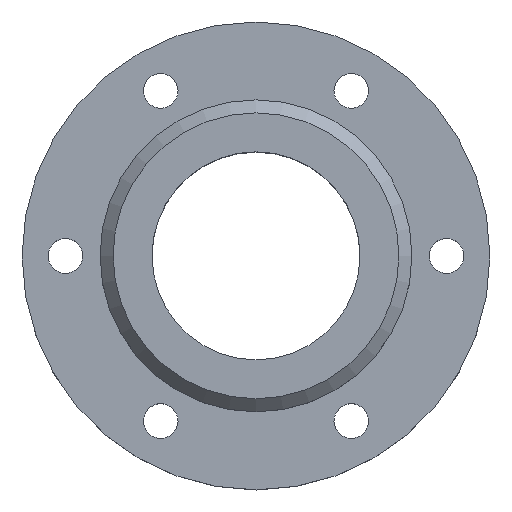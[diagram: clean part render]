
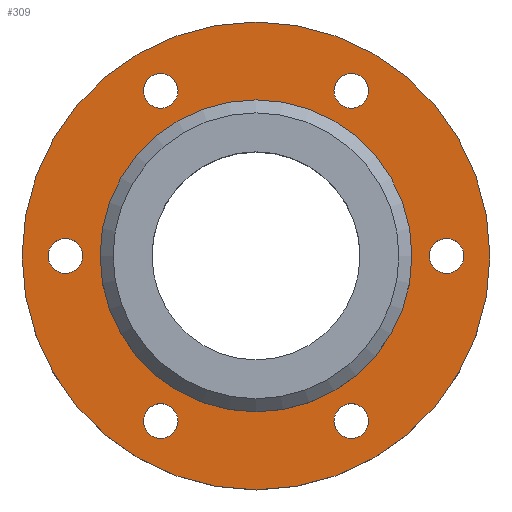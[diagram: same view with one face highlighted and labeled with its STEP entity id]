
A CAD part, top view. The second image highlights one B-rep face of the part: STEP entity #309.
In plain terms, the highlighted planar face has unit normal (0, 0, 1).
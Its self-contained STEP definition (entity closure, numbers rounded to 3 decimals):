
#23=FACE_BOUND('',#119,.T.);
#24=FACE_BOUND('',#120,.T.);
#25=FACE_BOUND('',#121,.T.);
#26=FACE_BOUND('',#122,.T.);
#27=FACE_BOUND('',#123,.T.);
#28=FACE_BOUND('',#124,.T.);
#29=FACE_BOUND('',#125,.T.);
#33=PLANE('',#360);
#91=FACE_OUTER_BOUND('',#118,.T.);
#118=EDGE_LOOP('',(#261));
#119=EDGE_LOOP('',(#262));
#120=EDGE_LOOP('',(#263));
#121=EDGE_LOOP('',(#264));
#122=EDGE_LOOP('',(#265));
#123=EDGE_LOOP('',(#266));
#124=EDGE_LOOP('',(#267));
#125=EDGE_LOOP('',(#268));
#135=CIRCLE('',#334,33.);
#152=CIRCLE('',#361,54.);
#153=CIRCLE('',#362,4.);
#154=CIRCLE('',#363,4.);
#155=CIRCLE('',#364,4.);
#156=CIRCLE('',#365,4.);
#157=CIRCLE('',#366,4.);
#158=CIRCLE('',#367,4.);
#160=VERTEX_POINT('',#481);
#176=VERTEX_POINT('',#530);
#177=VERTEX_POINT('',#532);
#178=VERTEX_POINT('',#534);
#179=VERTEX_POINT('',#536);
#180=VERTEX_POINT('',#538);
#181=VERTEX_POINT('',#540);
#182=VERTEX_POINT('',#542);
#185=EDGE_CURVE('',#160,#160,#135,.T.);
#207=EDGE_CURVE('',#176,#176,#152,.T.);
#208=EDGE_CURVE('',#177,#177,#153,.T.);
#209=EDGE_CURVE('',#178,#178,#154,.T.);
#210=EDGE_CURVE('',#179,#179,#155,.T.);
#211=EDGE_CURVE('',#180,#180,#156,.T.);
#212=EDGE_CURVE('',#181,#181,#157,.T.);
#213=EDGE_CURVE('',#182,#182,#158,.T.);
#261=ORIENTED_EDGE('',*,*,#207,.T.);
#262=ORIENTED_EDGE('',*,*,#185,.F.);
#263=ORIENTED_EDGE('',*,*,#208,.T.);
#264=ORIENTED_EDGE('',*,*,#209,.T.);
#265=ORIENTED_EDGE('',*,*,#210,.T.);
#266=ORIENTED_EDGE('',*,*,#211,.T.);
#267=ORIENTED_EDGE('',*,*,#212,.T.);
#268=ORIENTED_EDGE('',*,*,#213,.T.);
#309=ADVANCED_FACE('',(#91,#23,#24,#25,#26,#27,#28,#29),#33,.T.);
#334=AXIS2_PLACEMENT_3D('',#483,#383,#384);
#360=AXIS2_PLACEMENT_3D('',#529,#440,#441);
#361=AXIS2_PLACEMENT_3D('',#531,#442,#443);
#362=AXIS2_PLACEMENT_3D('',#533,#444,#445);
#363=AXIS2_PLACEMENT_3D('',#535,#446,#447);
#364=AXIS2_PLACEMENT_3D('',#537,#448,#449);
#365=AXIS2_PLACEMENT_3D('',#539,#450,#451);
#366=AXIS2_PLACEMENT_3D('',#541,#452,#453);
#367=AXIS2_PLACEMENT_3D('',#543,#454,#455);
#383=DIRECTION('center_axis',(0.,0.,1.));
#384=DIRECTION('ref_axis',(1.,0.,0.));
#440=DIRECTION('center_axis',(0.,0.,1.));
#441=DIRECTION('ref_axis',(1.,0.,0.));
#442=DIRECTION('center_axis',(0.,0.,1.));
#443=DIRECTION('ref_axis',(1.,0.,0.));
#444=DIRECTION('center_axis',(0.,0.,-1.));
#445=DIRECTION('ref_axis',(-1.,0.,0.));
#446=DIRECTION('center_axis',(0.,0.,-1.));
#447=DIRECTION('ref_axis',(-1.,0.,0.));
#448=DIRECTION('center_axis',(0.,0.,-1.));
#449=DIRECTION('ref_axis',(-1.,0.,0.));
#450=DIRECTION('center_axis',(0.,0.,-1.));
#451=DIRECTION('ref_axis',(-1.,0.,0.));
#452=DIRECTION('center_axis',(0.,0.,-1.));
#453=DIRECTION('ref_axis',(-1.,0.,0.));
#454=DIRECTION('center_axis',(0.,0.,-1.));
#455=DIRECTION('ref_axis',(-1.,0.,0.));
#481=CARTESIAN_POINT('',(-33.,0.,8.));
#483=CARTESIAN_POINT('Origin',(0.,0.,8.));
#529=CARTESIAN_POINT('Origin',(0.,0.,8.));
#530=CARTESIAN_POINT('',(-54.,0.,8.));
#531=CARTESIAN_POINT('Origin',(0.,0.,8.));
#532=CARTESIAN_POINT('',(26.,-38.105,8.));
#533=CARTESIAN_POINT('Origin',(22.,-38.105,8.));
#534=CARTESIAN_POINT('',(-40.,0.,8.));
#535=CARTESIAN_POINT('Origin',(-44.,0.,8.));
#536=CARTESIAN_POINT('',(26.,38.105,8.));
#537=CARTESIAN_POINT('Origin',(22.,38.105,8.));
#538=CARTESIAN_POINT('',(-18.,-38.105,8.));
#539=CARTESIAN_POINT('Origin',(-22.,-38.105,8.));
#540=CARTESIAN_POINT('',(-18.,38.105,8.));
#541=CARTESIAN_POINT('Origin',(-22.,38.105,8.));
#542=CARTESIAN_POINT('',(48.,0.,8.));
#543=CARTESIAN_POINT('Origin',(44.,0.,8.));
